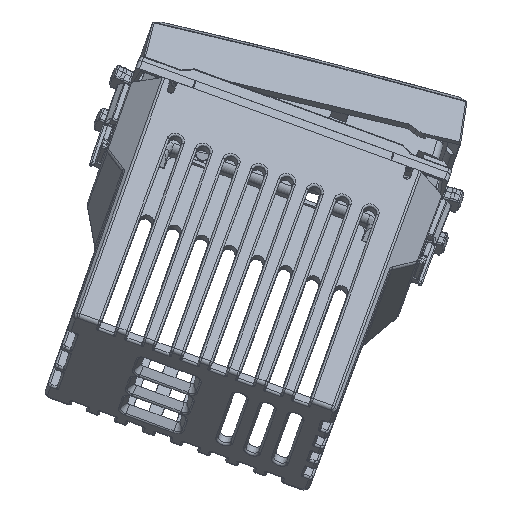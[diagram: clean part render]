
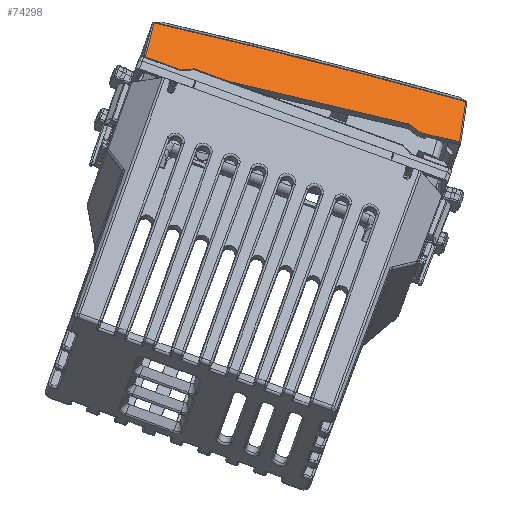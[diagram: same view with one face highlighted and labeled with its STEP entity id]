
A CAD part, left-side view. The second image highlights one B-rep face of the part: STEP entity #74298.
In plain terms, the highlighted face is planar.
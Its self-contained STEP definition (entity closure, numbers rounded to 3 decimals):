
#72522=CARTESIAN_POINT('Vertex',(-17.455,11.114,7.804)) ;
#72537=CARTESIAN_POINT('Vertex',(-16.173,11.109,7.623)) ;
#72541=CARTESIAN_POINT('Control Point',(-17.455,11.114,7.804)) ;
#72542=CARTESIAN_POINT('Control Point',(-17.022,11.115,7.857)) ;
#72543=CARTESIAN_POINT('Control Point',(-16.575,11.114,7.794)) ;
#72544=CARTESIAN_POINT('Control Point',(-16.173,11.109,7.623)) ;
#72558=CARTESIAN_POINT('Line Origine',(-15.631,11.103,7.393)) ;
#72562=CARTESIAN_POINT('Vertex',(-15.089,11.097,7.163)) ;
#72589=CARTESIAN_POINT('Line Origine',(-12.747,11.105,7.45)) ;
#72593=CARTESIAN_POINT('Vertex',(-10.406,11.112,7.738)) ;
#72632=CARTESIAN_POINT('Vertex',(-9.713,11.113,7.774)) ;
#72636=CARTESIAN_POINT('Control Point',(-10.406,11.112,7.738)) ;
#72637=CARTESIAN_POINT('Control Point',(-10.176,11.113,7.766)) ;
#72638=CARTESIAN_POINT('Control Point',(-9.945,11.113,7.778)) ;
#72639=CARTESIAN_POINT('Control Point',(-9.713,11.113,7.774)) ;
#72653=CARTESIAN_POINT('Line Origine',(2.646,11.107,7.559)) ;
#72657=CARTESIAN_POINT('Vertex',(15.005,11.102,7.343)) ;
#72716=CARTESIAN_POINT('Line Origine',(15.522,11.109,7.629)) ;
#72720=CARTESIAN_POINT('Vertex',(16.038,11.117,7.915)) ;
#72759=CARTESIAN_POINT('Vertex',(17.294,11.125,8.228)) ;
#72762=CARTESIAN_POINT('Axis2P3D Location',(17.25,11.125,5.729)) ;
#72766=CARTESIAN_POINT('Vertex',(17.245,11.125,8.229)) ;
#72770=CARTESIAN_POINT('Control Point',(16.038,11.117,7.915)) ;
#72771=CARTESIAN_POINT('Control Point',(16.405,11.122,8.119)) ;
#72772=CARTESIAN_POINT('Control Point',(16.825,11.125,8.228)) ;
#72773=CARTESIAN_POINT('Control Point',(17.245,11.125,8.229)) ;
#73620=CARTESIAN_POINT('Line Origine',(-19.691,11.107,7.529)) ;
#73624=CARTESIAN_POINT('Vertex',(-21.927,11.099,7.254)) ;
#73971=CARTESIAN_POINT('Vertex',(-21.675,10.948,1.481)) ;
#73990=CARTESIAN_POINT('Line Origine',(-24.82,11.031,4.627)) ;
#73994=CARTESIAN_POINT('Vertex',(-21.672,10.948,1.479)) ;
#74030=CARTESIAN_POINT('Axis2P3D Location',(0.095,31.864,800.228)) ;
#74034=CARTESIAN_POINT('Vertex',(21.861,10.948,1.479)) ;
#74070=CARTESIAN_POINT('Line Origine',(-21.812,11.031,4.627)) ;
#74112=CARTESIAN_POINT('Vertex',(22.154,11.123,8.143)) ;
#74117=CARTESIAN_POINT('Line Origine',(19.724,11.124,8.186)) ;
#74266=CARTESIAN_POINT('Axis2P3D Location',(0.114,11.125,8.229)) ;
#74272=CARTESIAN_POINT('Control Point',(21.864,10.948,1.481)) ;
#74273=CARTESIAN_POINT('Control Point',(21.861,10.948,1.479)) ;
#74274=CARTESIAN_POINT('Vertex',(21.864,10.948,1.481)) ;
#74278=CARTESIAN_POINT('Control Point',(22.154,11.123,8.143)) ;
#74279=CARTESIAN_POINT('Control Point',(21.864,10.948,1.481)) ;
#72559=DIRECTION('Vector Direction',(-0.92,0.01,0.391)) ;
#72590=DIRECTION('Vector Direction',(-0.993,-0.003,-0.122)) ;
#72654=DIRECTION('Vector Direction',(-1.,0.,0.017)) ;
#72717=DIRECTION('Vector Direction',(-0.875,-0.013,-0.485)) ;
#72763=DIRECTION('Axis2P3D Direction',(0.,1.,0.)) ;
#73621=DIRECTION('Vector Direction',(0.993,0.003,0.122)) ;
#73991=DIRECTION('Vector Direction',(-0.707,0.019,0.707)) ;
#74031=DIRECTION('Axis2P3D Direction',(0.,-1.,0.026)) ;
#74071=DIRECTION('Vector Direction',(-0.044,0.026,0.999)) ;
#74118=DIRECTION('Vector Direction',(1.,0.,-0.017)) ;
#74267=DIRECTION('Axis2P3D Direction',(0.,1.,-0.026)) ;
#74268=DIRECTION('Axis2P3D XDirection',(-1.,0.,0.)) ;
#72764=AXIS2_PLACEMENT_3D('Circle Axis2P3D',#72762,#72763,$) ;
#74032=AXIS2_PLACEMENT_3D('Circle Axis2P3D',#74030,#74031,$) ;
#74269=AXIS2_PLACEMENT_3D('Plane Axis2P3D',#74266,#74267,#74268) ;
#74282=ORIENTED_EDGE('',*,*,#74276,.F.) ;
#74283=ORIENTED_EDGE('',*,*,#74036,.F.) ;
#74284=ORIENTED_EDGE('',*,*,#73996,.F.) ;
#74285=ORIENTED_EDGE('',*,*,#74074,.F.) ;
#74286=ORIENTED_EDGE('',*,*,#73626,.F.) ;
#74287=ORIENTED_EDGE('',*,*,#72545,.F.) ;
#74288=ORIENTED_EDGE('',*,*,#72564,.F.) ;
#74289=ORIENTED_EDGE('',*,*,#72595,.F.) ;
#74290=ORIENTED_EDGE('',*,*,#72640,.F.) ;
#74291=ORIENTED_EDGE('',*,*,#72659,.F.) ;
#74292=ORIENTED_EDGE('',*,*,#72722,.F.) ;
#74293=ORIENTED_EDGE('',*,*,#72774,.F.) ;
#74294=ORIENTED_EDGE('',*,*,#72768,.T.) ;
#74295=ORIENTED_EDGE('',*,*,#74121,.F.) ;
#74296=ORIENTED_EDGE('',*,*,#74280,.F.) ;
#72560=VECTOR('Line Direction',#72559,1.) ;
#72591=VECTOR('Line Direction',#72590,1.) ;
#72655=VECTOR('Line Direction',#72654,1.) ;
#72718=VECTOR('Line Direction',#72717,1.) ;
#73622=VECTOR('Line Direction',#73621,1.) ;
#73992=VECTOR('Line Direction',#73991,1.) ;
#74072=VECTOR('Line Direction',#74071,1.) ;
#74119=VECTOR('Line Direction',#74118,1.) ;
#74298=ADVANCED_FACE('PartBody',(#74297),#74270,.T.) ;
#72540=B_SPLINE_CURVE_WITH_KNOTS('',3,(#72541,#72542,#72543,#72544),.UNSPECIFIED.,.F.,.U.,(4,4),(0.,1.851),.UNSPECIFIED.) ;
#72635=B_SPLINE_CURVE_WITH_KNOTS('',3,(#72636,#72637,#72638,#72639),.UNSPECIFIED.,.F.,.U.,(4,4),(0.,0.982),.UNSPECIFIED.) ;
#72769=B_SPLINE_CURVE_WITH_KNOTS('',3,(#72770,#72771,#72772,#72773),.UNSPECIFIED.,.F.,.U.,(4,4),(0.,1.783),.UNSPECIFIED.) ;
#74271=B_SPLINE_CURVE_WITH_KNOTS('',1,(#74272,#74273),.UNSPECIFIED.,.F.,.U.,(2,2),(4.449,4.453),.UNSPECIFIED.) ;
#74277=B_SPLINE_CURVE_WITH_KNOTS('',1,(#74278,#74279),.UNSPECIFIED.,.F.,.U.,(2,2),(-3.48,3.191),.UNSPECIFIED.) ;
#72765=CIRCLE('generated circle',#72764,2.5) ;
#74033=CIRCLE('generated circle',#74032,799.319) ;
#72545=EDGE_CURVE('',#72538,#72523,#72540,.F.) ;
#72564=EDGE_CURVE('',#72563,#72538,#72561,.T.) ;
#72595=EDGE_CURVE('',#72594,#72563,#72592,.T.) ;
#72640=EDGE_CURVE('',#72633,#72594,#72635,.F.) ;
#72659=EDGE_CURVE('',#72658,#72633,#72656,.T.) ;
#72722=EDGE_CURVE('',#72721,#72658,#72719,.T.) ;
#72768=EDGE_CURVE('',#72767,#72760,#72765,.T.) ;
#72774=EDGE_CURVE('',#72767,#72721,#72769,.F.) ;
#73626=EDGE_CURVE('',#72523,#73625,#73623,.F.) ;
#73996=EDGE_CURVE('',#73972,#73995,#73993,.F.) ;
#74036=EDGE_CURVE('',#73995,#74035,#74033,.T.) ;
#74074=EDGE_CURVE('',#73625,#73972,#74073,.F.) ;
#74121=EDGE_CURVE('',#74113,#72760,#74120,.F.) ;
#74276=EDGE_CURVE('',#74035,#74275,#74271,.F.) ;
#74280=EDGE_CURVE('',#74275,#74113,#74277,.F.) ;
#74281=EDGE_LOOP('',(#74282,#74283,#74284,#74285,#74286,#74287,#74288,#74289,#74290,#74291,#74292,#74293,#74294,#74295,#74296)) ;
#74297=FACE_OUTER_BOUND('',#74281,.T.) ;
#72561=LINE('Line',#72558,#72560) ;
#72592=LINE('Line',#72589,#72591) ;
#72656=LINE('Line',#72653,#72655) ;
#72719=LINE('Line',#72716,#72718) ;
#73623=LINE('Line',#73620,#73622) ;
#73993=LINE('Line',#73990,#73992) ;
#74073=LINE('Line',#74070,#74072) ;
#74120=LINE('Line',#74117,#74119) ;
#74270=PLANE('',#74269) ;
#72523=VERTEX_POINT('',#72522) ;
#72538=VERTEX_POINT('',#72537) ;
#72563=VERTEX_POINT('',#72562) ;
#72594=VERTEX_POINT('',#72593) ;
#72633=VERTEX_POINT('',#72632) ;
#72658=VERTEX_POINT('',#72657) ;
#72721=VERTEX_POINT('',#72720) ;
#72760=VERTEX_POINT('',#72759) ;
#72767=VERTEX_POINT('',#72766) ;
#73625=VERTEX_POINT('',#73624) ;
#73972=VERTEX_POINT('',#73971) ;
#73995=VERTEX_POINT('',#73994) ;
#74035=VERTEX_POINT('',#74034) ;
#74113=VERTEX_POINT('',#74112) ;
#74275=VERTEX_POINT('',#74274) ;
